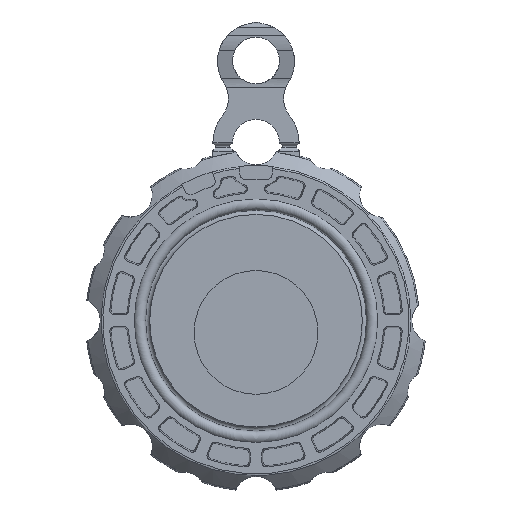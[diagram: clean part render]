
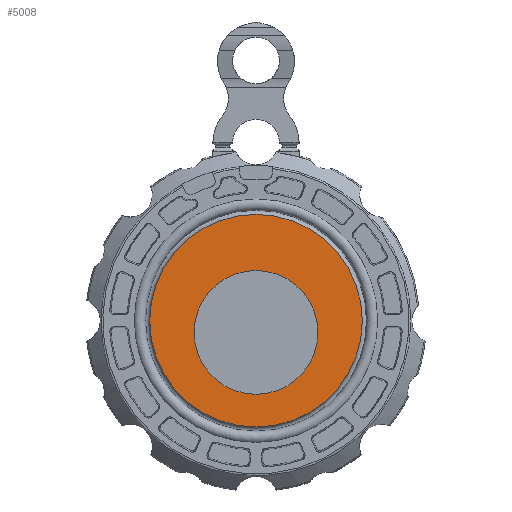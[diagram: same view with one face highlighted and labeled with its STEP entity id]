
A CAD part, left-side view. The second image highlights one B-rep face of the part: STEP entity #5008.
In plain terms, the highlighted planar face has unit normal (-1, 0, 0).
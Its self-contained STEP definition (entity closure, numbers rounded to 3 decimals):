
#4885=CARTESIAN_POINT('',(-10.0,0.,45.5));
#4886=VERTEX_POINT('',#4885);
#4887=CARTESIAN_POINT('',(-10.0,0.0,0.0));
#4888=DIRECTION('',(-1.0,0.0,0.0));
#4889=DIRECTION('',(0.0,0.0,-1.0));
#4890=AXIS2_PLACEMENT_3D('',#4887,#4888,#4889);
#4891=CIRCLE('',#4890,45.5);
#4892=EDGE_CURVE('',#4886,#4886,#4891,.T.);
#4905=CARTESIAN_POINT('',(-10.0,0.,21.5));
#4906=VERTEX_POINT('',#4905);
#4907=CARTESIAN_POINT('',(-10.0,0.0,-5.0));
#4908=DIRECTION('',(1.0,0.0,0.0));
#4909=DIRECTION('',(0.0,0.0,-1.0));
#4910=AXIS2_PLACEMENT_3D('',#4907,#4908,#4909);
#4911=CIRCLE('',#4910,26.5);
#4912=EDGE_CURVE('',#4906,#4906,#4911,.T.);
#4997=CARTESIAN_POINT('',(-10.0,-32.793,0.0));
#4998=DIRECTION('',(-1.0,0.0,0.0));
#4999=DIRECTION('',(0.0,0.0,1.0));
#5000=AXIS2_PLACEMENT_3D('',#4997,#4998,#4999);
#5001=PLANE('',#5000);
#5002=ORIENTED_EDGE('',*,*,#4892,.T.);
#5003=EDGE_LOOP('',(#5002));
#5004=FACE_OUTER_BOUND('',#5003,.T.);
#5005=ORIENTED_EDGE('',*,*,#4912,.T.);
#5006=EDGE_LOOP('',(#5005));
#5007=FACE_BOUND('',#5006,.T.);
#5008=ADVANCED_FACE('',(#5004,#5007),#5001,.T.);
